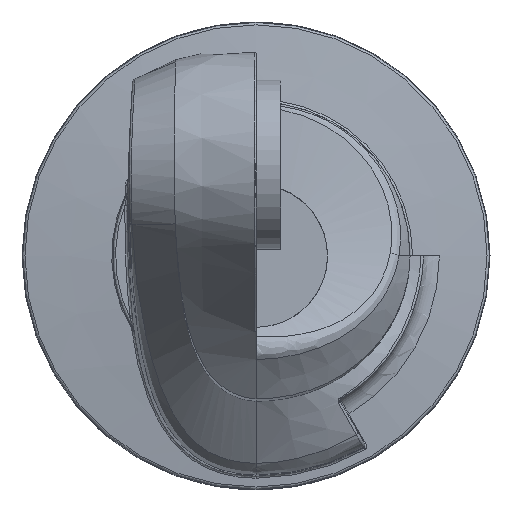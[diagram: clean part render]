
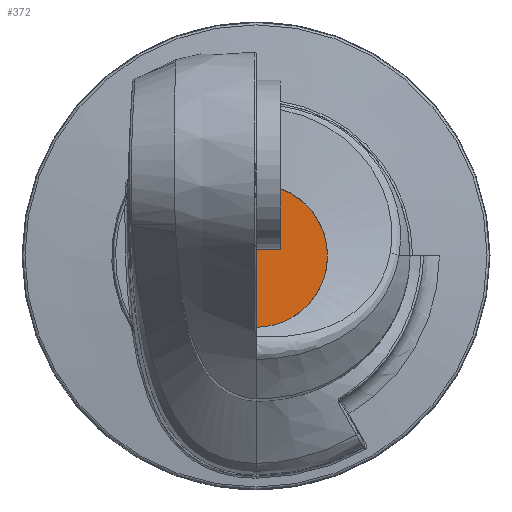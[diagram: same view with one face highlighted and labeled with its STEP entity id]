
A CAD part, top view. The second image highlights one B-rep face of the part: STEP entity #372.
In plain terms, the highlighted planar face has unit normal (0, 0, 1).
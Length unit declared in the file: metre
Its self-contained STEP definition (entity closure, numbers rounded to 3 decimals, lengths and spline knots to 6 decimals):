
#372 = ADVANCED_FACE( '', ( #777 ), #778, .F. );
#777 = FACE_OUTER_BOUND( '', #4331, .T. );
#778 = PLANE( '', #4332 );
#4331 = EDGE_LOOP( '', ( #5803 ) );
#4332 = AXIS2_PLACEMENT_3D( '', #5804, #5805, #5806 );
#5803 = ORIENTED_EDGE( '', *, *, #6224, .T. );
#5804 = CARTESIAN_POINT( '', ( 0.000001, 0.005777, 0.092201 ) );
#5805 = DIRECTION( '', ( 0., 0., -1. ) );
#5806 = DIRECTION( '', ( 0., -1., 0. ) );
#6224 = EDGE_CURVE( '', #6823, #6823, #6824, .F. );
#6823 = VERTEX_POINT( '', #9102 );
#6824 = CIRCLE( '', #9103, 0.026 );
#9102 = CARTESIAN_POINT( '', ( 0.000001, -0.020223, 0.092201 ) );
#9103 = AXIS2_PLACEMENT_3D( '', #10303, #10304, #10305 );
#10303 = CARTESIAN_POINT( '', ( 0.000001, 0.005777, 0.092201 ) );
#10304 = DIRECTION( '', ( 0., 0., -1. ) );
#10305 = DIRECTION( '', ( 0., -1., 0. ) );
